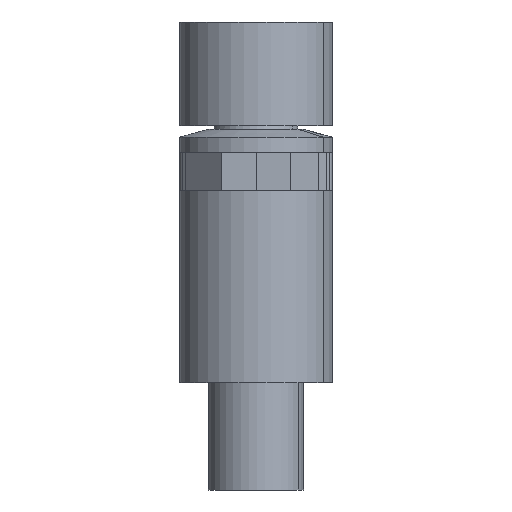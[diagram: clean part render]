
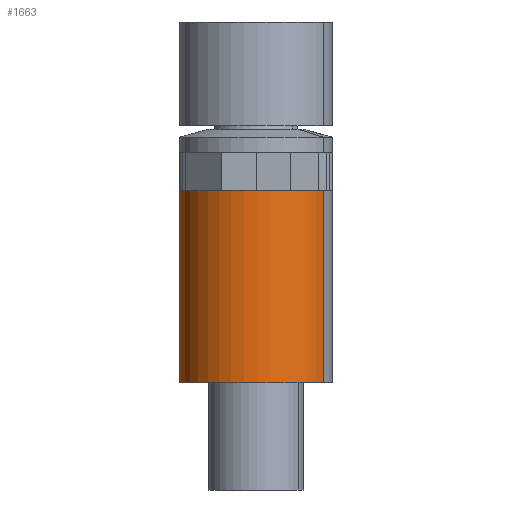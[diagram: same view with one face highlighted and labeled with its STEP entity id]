
A CAD part, left-side view. The second image highlights one B-rep face of the part: STEP entity #1663.
In plain terms, the highlighted cylindrical face has radius 2 mm (diameter 4 mm), a partial arc.
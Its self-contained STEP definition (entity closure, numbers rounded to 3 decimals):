
#1610=AXIS2_PLACEMENT_3D('Cylinder Axis2P3D',#1607,#1608,#1609) ;
#1649=AXIS2_PLACEMENT_3D('Circle Axis2P3D',#1647,#1648,$) ;
#1654=AXIS2_PLACEMENT_3D('Circle Axis2P3D',#1652,#1653,$) ;
#1607=CARTESIAN_POINT('Axis2P3D Location',(2.,2.,4.75)) ;
#1616=CARTESIAN_POINT('Vertex',(2.959,3.755,2.8)) ;
#1618=CARTESIAN_POINT('Vertex',(1.041,0.245,2.8)) ;
#1621=CARTESIAN_POINT('Line Origine',(2.959,3.755,5.997)) ;
#1625=CARTESIAN_POINT('Vertex',(2.959,3.755,7.807)) ;
#1632=CARTESIAN_POINT('Vertex',(1.041,0.245,7.807)) ;
#1635=CARTESIAN_POINT('Line Origine',(1.041,0.245,5.997)) ;
#1647=CARTESIAN_POINT('Axis2P3D Location',(2.,2.,2.8)) ;
#1652=CARTESIAN_POINT('Axis2P3D Location',(2.,2.,7.807)) ;
#1608=DIRECTION('Axis2P3D Direction',(0.,0.,-1.)) ;
#1609=DIRECTION('Axis2P3D XDirection',(0.479,0.878,0.)) ;
#1622=DIRECTION('Vector Direction',(0.,0.,-1.)) ;
#1636=DIRECTION('Vector Direction',(0.,0.,-1.)) ;
#1648=DIRECTION('Axis2P3D Direction',(0.,0.,-1.)) ;
#1653=DIRECTION('Axis2P3D Direction',(0.,0.,-1.)) ;
#1623=VECTOR('Line Direction',#1622,1.) ;
#1637=VECTOR('Line Direction',#1636,1.) ;
#1658=ORIENTED_EDGE('',*,*,#1651,.F.) ;
#1659=ORIENTED_EDGE('',*,*,#1639,.T.) ;
#1660=ORIENTED_EDGE('',*,*,#1656,.T.) ;
#1661=ORIENTED_EDGE('',*,*,#1627,.F.) ;
#1663=ADVANCED_FACE('K\X2\00F6\X0\rper.38',(#1662),#1611,.T.) ;
#1650=CIRCLE('generated circle',#1649,2.) ;
#1655=CIRCLE('generated circle',#1654,2.) ;
#1611=CYLINDRICAL_SURFACE('generated cylinder',#1610,2.) ;
#1627=EDGE_CURVE('',#1617,#1626,#1624,.F.) ;
#1639=EDGE_CURVE('',#1619,#1633,#1638,.F.) ;
#1651=EDGE_CURVE('',#1619,#1617,#1650,.T.) ;
#1656=EDGE_CURVE('',#1633,#1626,#1655,.T.) ;
#1657=EDGE_LOOP('',(#1658,#1659,#1660,#1661)) ;
#1662=FACE_OUTER_BOUND('',#1657,.T.) ;
#1624=LINE('Line',#1621,#1623) ;
#1638=LINE('Line',#1635,#1637) ;
#1617=VERTEX_POINT('',#1616) ;
#1619=VERTEX_POINT('',#1618) ;
#1626=VERTEX_POINT('',#1625) ;
#1633=VERTEX_POINT('',#1632) ;
